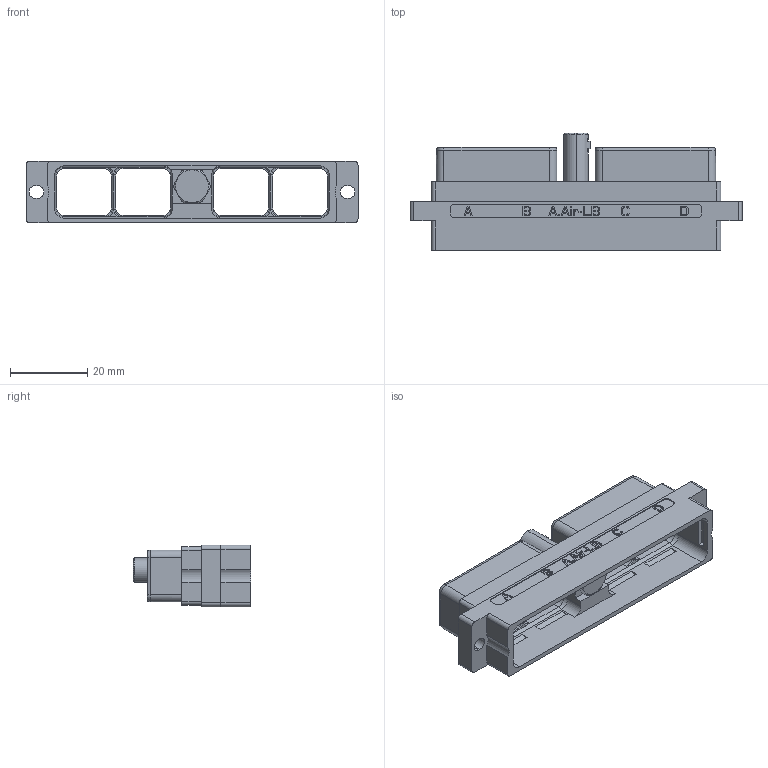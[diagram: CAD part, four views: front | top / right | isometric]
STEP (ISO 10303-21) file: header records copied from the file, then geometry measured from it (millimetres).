
FILE_DESCRIPTION((''),'2;1');
FILE_NAME('SIM2B81KG','2019-09-11T',('presta_be4'),(''),'PRO/ENGINEER BY PARAMETRIC TECHNOLOGY CORPORATION, 2014310','PRO/ENGINEER BY PARAMETRIC TECHNOLOGY CORPORATION, 2014310','');
FILE_SCHEMA(('CONFIG_CONTROL_DESIGN'));
Length unit declared in the file: millimetre
Products named in the file (1): SIM2B81KG
Bounding box: 85.89 x 30.35 x 15.93 mm (x, y, z)
Volume: 8202.4 mm3; surface area: 12510.7 mm2
Topology: 1 solids, 1 shells, 852 faces, 2311 edges, 1504 vertices
Faces by surface type: plane 649, cylinder 113, cone 54, torus 32, bspline 4
Entity records: 29314 total; most frequent: CARTESIAN_POINT 7708, ORIENTED_EDGE 4618, DIRECTION 4226, EDGE_CURVE 2309, VECTOR 1902, LINE 1902, VERTEX_POINT 1504, AXIS2_PLACEMENT_3D 1162
